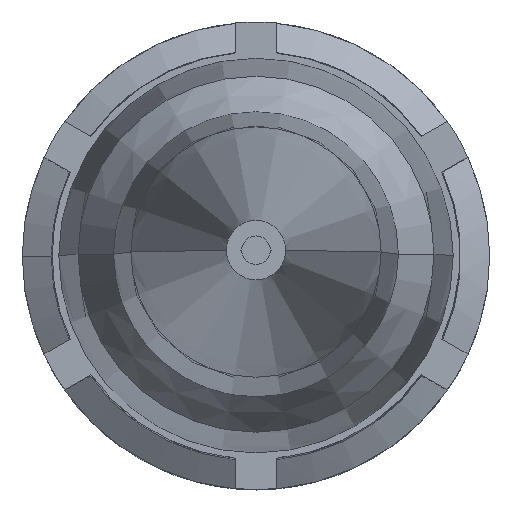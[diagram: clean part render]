
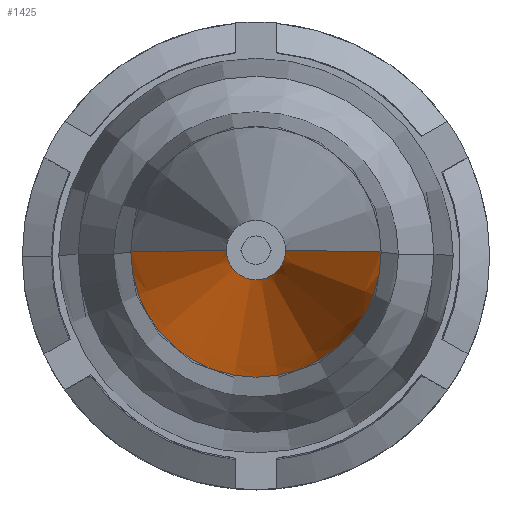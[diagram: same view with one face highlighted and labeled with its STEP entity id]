
A CAD part, top view. The second image highlights one B-rep face of the part: STEP entity #1425.
In plain terms, the highlighted conical face has half-angle 5.197 degrees and reference radius 0.5 mm.
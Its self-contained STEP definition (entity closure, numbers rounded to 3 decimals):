
#62 = VERTEX_POINT ( 'NONE', #1564 ) ;
#109 = CARTESIAN_POINT ( 'NONE',  ( 0., 0., -17.7 ) ) ;
#224 = VERTEX_POINT ( 'NONE', #572 ) ;
#368 = LINE ( 'NONE', #1681, #567 ) ;
#391 = DIRECTION ( 'NONE',  ( 0.091, 0., -0.996 ) ) ;
#431 = CIRCLE ( 'NONE', #648, 2.11 ) ;
#464 = CARTESIAN_POINT ( 'NONE',  ( 0., 0., 0. ) ) ;
#499 = VECTOR ( 'NONE', #391, 1000. ) ;
#567 = VECTOR ( 'NONE', #754, 1000. ) ;
#569 = ORIENTED_EDGE ( 'NONE', *, *, #1307, .F. ) ;
#572 = CARTESIAN_POINT ( 'NONE',  ( -0.5, 0., 0. ) ) ;
#648 = AXIS2_PLACEMENT_3D ( 'NONE', #109, #1429, #1551 ) ;
#694 = DIRECTION ( 'NONE',  ( -1., 0., 0. ) ) ;
#754 = DIRECTION ( 'NONE',  ( -0.091, 0., -0.996 ) ) ;
#798 = CONICAL_SURFACE ( 'NONE', #1096, 0.5, 0.091 ) ;
#875 = EDGE_CURVE ( 'NONE', #224, #1617, #1478, .T. ) ;
#919 = ORIENTED_EDGE ( 'NONE', *, *, #960, .T. ) ;
#932 = EDGE_CURVE ( 'NONE', #935, #62, #431, .T. ) ;
#935 = VERTEX_POINT ( 'NONE', #1160 ) ;
#960 = EDGE_CURVE ( 'NONE', #224, #935, #368, .T. ) ;
#993 = DIRECTION ( 'NONE',  ( 0., 0., 1. ) ) ;
#1042 = CARTESIAN_POINT ( 'NONE',  ( 0.5, 0., 0. ) ) ;
#1096 = AXIS2_PLACEMENT_3D ( 'NONE', #1697, #1225, #694 ) ;
#1118 = AXIS2_PLACEMENT_3D ( 'NONE', #464, #993, #1364 ) ;
#1160 = CARTESIAN_POINT ( 'NONE',  ( -2.11, 0., -17.7 ) ) ;
#1165 = FACE_OUTER_BOUND ( 'NONE', #1305, .T. ) ;
#1166 = CARTESIAN_POINT ( 'NONE',  ( 0.5, 0., 0. ) ) ;
#1225 = DIRECTION ( 'NONE',  ( 0., 0., -1. ) ) ;
#1305 = EDGE_LOOP ( 'NONE', ( #569, #1491, #919, #1607 ) ) ;
#1307 = EDGE_CURVE ( 'NONE', #1617, #62, #1573, .T. ) ;
#1364 = DIRECTION ( 'NONE',  ( -1., 0., 0. ) ) ;
#1425 = ADVANCED_FACE ( 'NONE', ( #1165 ), #798, .T. ) ;
#1429 = DIRECTION ( 'NONE',  ( 0., 0., 1. ) ) ;
#1478 = CIRCLE ( 'NONE', #1118, 0.5 ) ;
#1491 = ORIENTED_EDGE ( 'NONE', *, *, #875, .F. ) ;
#1551 = DIRECTION ( 'NONE',  ( -1., 0., 0. ) ) ;
#1564 = CARTESIAN_POINT ( 'NONE',  ( 2.11, 0., -17.7 ) ) ;
#1573 = LINE ( 'NONE', #1042, #499 ) ;
#1607 = ORIENTED_EDGE ( 'NONE', *, *, #932, .T. ) ;
#1617 = VERTEX_POINT ( 'NONE', #1166 ) ;
#1681 = CARTESIAN_POINT ( 'NONE',  ( -0.5, 0., 0. ) ) ;
#1697 = CARTESIAN_POINT ( 'NONE',  ( 0., 0., 0. ) ) ;
